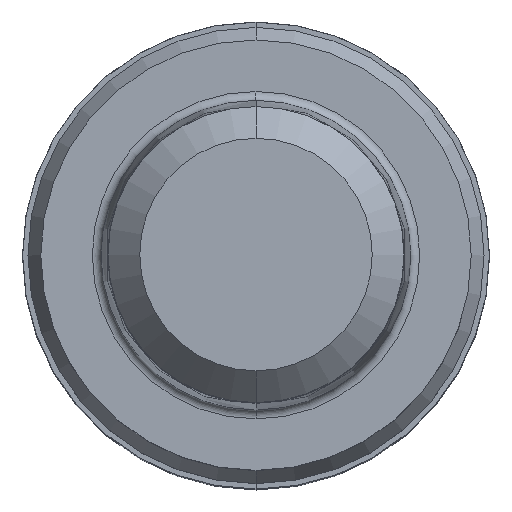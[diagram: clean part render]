
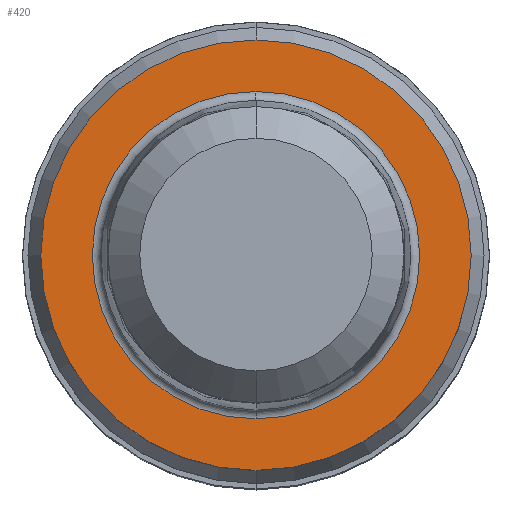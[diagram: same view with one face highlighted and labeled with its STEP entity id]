
A CAD part, top view. The second image highlights one B-rep face of the part: STEP entity #420.
In plain terms, the highlighted planar face has unit normal (0, 0, 1).
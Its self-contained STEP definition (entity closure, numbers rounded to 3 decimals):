
#244=VERTEX_POINT('',#536);
#256=EDGE_CURVE('',#244,#282,#550,.T.);
#274=VERTEX_POINT('',#569);
#282=VERTEX_POINT('',#578);
#308=EDGE_CURVE('',#274,#340,#608,.T.);
#340=VERTEX_POINT('',#645);
#346=EDGE_CURVE('',#282,#244,#651,.T.);
#368=EDGE_CURVE('',#340,#274,#678,.T.);
#420=ADVANCED_FACE('',(#742,#743),#744,.T.);
#536=CARTESIAN_POINT('',(0.,-4.45,0.01));
#550=CIRCLE('',#905,4.45);
#569=CARTESIAN_POINT('',(0.,-5.85,0.01));
#578=CARTESIAN_POINT('',(0.0,4.45,0.01));
#608=CIRCLE('',#977,5.85);
#645=CARTESIAN_POINT('',(0.0,5.85,0.01));
#651=CIRCLE('',#1035,4.45);
#678=CIRCLE('',#1069,5.85);
#742=FACE_OUTER_BOUND('',#1141,.T.);
#743=FACE_BOUND('',#1142,.T.);
#744=PLANE('',#1143);
#905=AXIS2_PLACEMENT_3D('',#1255,#1256,#1257);
#977=AXIS2_PLACEMENT_3D('',#1324,#1325,#1326);
#1035=AXIS2_PLACEMENT_3D('',#1380,#1381,#1382);
#1069=AXIS2_PLACEMENT_3D('',#1425,#1426,#1427);
#1141=EDGE_LOOP('',(#1530,#1531));
#1142=EDGE_LOOP('',(#1532,#1533));
#1143=AXIS2_PLACEMENT_3D('',#1534,#1535,#1536);
#1255=CARTESIAN_POINT('',(0.0,0.0,0.01));
#1256=DIRECTION('',(0.0,0.0,-1.0));
#1257=DIRECTION('',(0.0,1.0,0.0));
#1324=CARTESIAN_POINT('',(0.0,0.0,0.01));
#1325=DIRECTION('',(0.0,0.0,-1.0));
#1326=DIRECTION('',(0.0,1.0,0.0));
#1380=CARTESIAN_POINT('',(0.0,0.0,0.01));
#1381=DIRECTION('',(0.0,0.0,-1.0));
#1382=DIRECTION('',(0.0,1.0,0.0));
#1425=CARTESIAN_POINT('',(0.0,0.0,0.01));
#1426=DIRECTION('',(0.0,0.0,-1.0));
#1427=DIRECTION('',(0.0,1.0,0.0));
#1530=ORIENTED_EDGE('',*,*,#368,.F.);
#1531=ORIENTED_EDGE('',*,*,#308,.F.);
#1532=ORIENTED_EDGE('',*,*,#346,.T.);
#1533=ORIENTED_EDGE('',*,*,#256,.T.);
#1534=CARTESIAN_POINT('',(0.0,2.925,0.01));
#1535=DIRECTION('',(-0.0,0.0,1.0));
#1536=DIRECTION('',(0.0,-1.0,0.0));
